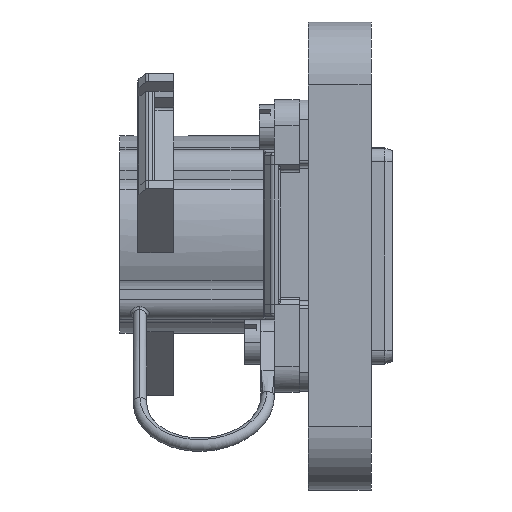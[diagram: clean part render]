
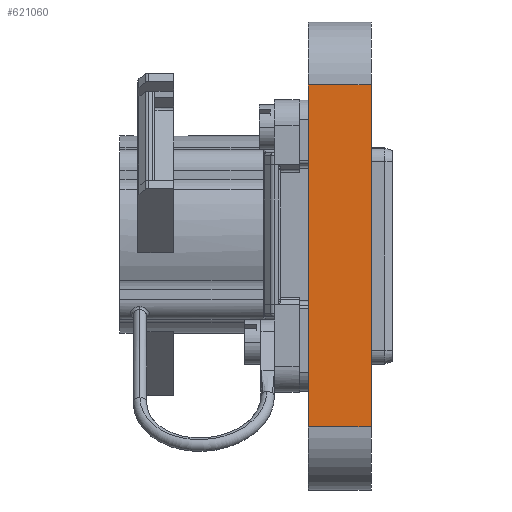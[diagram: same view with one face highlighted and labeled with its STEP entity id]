
A CAD part, left-side view. The second image highlights one B-rep face of the part: STEP entity #621060.
In plain terms, the highlighted planar face has unit normal (-1, 0, 0).
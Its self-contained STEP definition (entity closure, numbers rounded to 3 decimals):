
#607860=CARTESIAN_POINT('',(-38.25,-16.55,15.22));
#607870=VERTEX_POINT('',#607860);
#607900=CARTESIAN_POINT('',(-38.25,21.45,15.22));
#607910=DIRECTION('',(0.,-1.,-0.));
#607920=VECTOR('',#607910,1.);
#607930=LINE('',#607900,#607920);
#607940=CARTESIAN_POINT('',(-38.25,21.45,15.22));
#607950=VERTEX_POINT('',#607940);
#607960=EDGE_CURVE('',#607950,#607870,#607930,.T.);
#611970=CARTESIAN_POINT('',(-38.25,21.45,
8.22));
#611980=VERTEX_POINT('',#611970);
#612010=CARTESIAN_POINT('',(-38.25,21.45,
8.22));
#612020=DIRECTION('',(0.,-1.,-0.));
#612030=VECTOR('',#612020,1.);
#612040=LINE('',#612010,#612030);
#612050=CARTESIAN_POINT('',(-38.25,-16.55,
8.22));
#612060=VERTEX_POINT('',#612050);
#612070=EDGE_CURVE('',#611980,#612060,#612040,.T.);
#620730=CARTESIAN_POINT('',(-38.25,-16.55,15.22));
#620740=DIRECTION('',(0.,0.,-1.));
#620750=VECTOR('',#620740,1.);
#620760=LINE('',#620730,#620750);
#620770=EDGE_CURVE('',#607870,#612060,#620760,.T.);
#620900=CARTESIAN_POINT('',(-38.25,21.45,15.22));
#620910=DIRECTION('',(-1.,0.,0.));
#620920=DIRECTION('',(0.,-1.,-0.));
#620930=AXIS2_PLACEMENT_3D('',#620900,#620910,#620920);
#620940=PLANE('',#620930);
#620950=ORIENTED_EDGE('',*,*,#620770,.F.);
#620960=ORIENTED_EDGE('',*,*,#612070,.T.);
#620970=CARTESIAN_POINT('',(-38.25,21.45,15.22));
#620980=DIRECTION('',(0.,0.,-1.));
#620990=VECTOR('',#620980,1.);
#621000=LINE('',#620970,#620990);
#621010=EDGE_CURVE('',#607950,#611980,#621000,.T.);
#621020=ORIENTED_EDGE('',*,*,#621010,.T.);
#621030=ORIENTED_EDGE('',*,*,#607960,.F.);
#621040=EDGE_LOOP('',(#621030,#621020,#620960,#620950));
#621050=FACE_OUTER_BOUND('',#621040,.T.);
#621060=ADVANCED_FACE('',(#621050),#620940,.T.);
